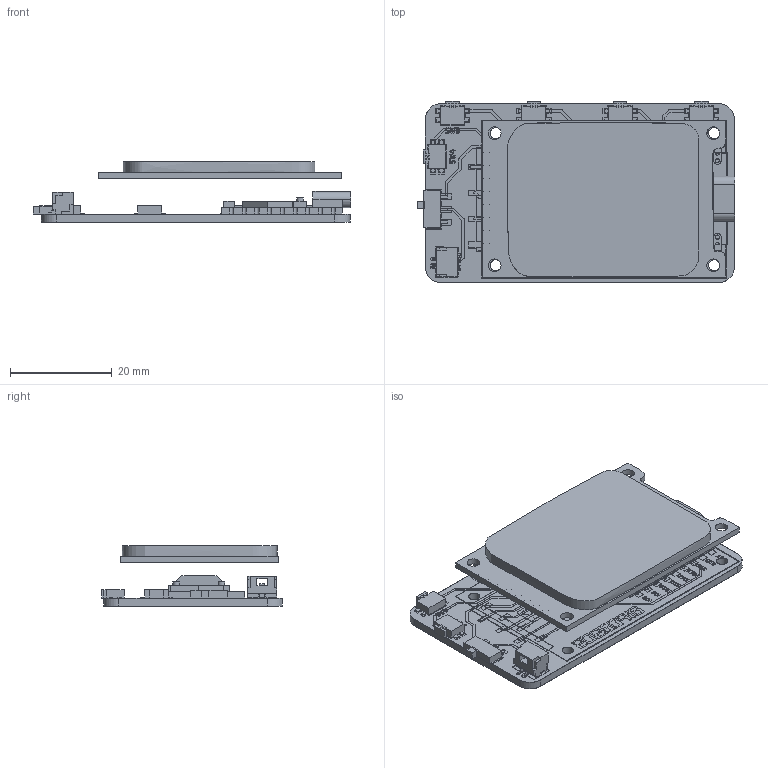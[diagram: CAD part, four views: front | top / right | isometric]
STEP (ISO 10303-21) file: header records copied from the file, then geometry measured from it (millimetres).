
FILE_DESCRIPTION(('KiCad electronic assembly'),'2;1');
FILE_NAME('grippy.step','2025-09-17T18:50:42',('Pcbnew'),('Kicad'), 'Open CASCADE STEP processor 7.8','KiCad to STEP converter','Unknown' );
FILE_SCHEMA(('AUTOMOTIVE_DESIGN { 1 0 10303 214 1 1 1 1 }'));
Length unit declared in the file: millimetre
Products named in the file (14): grippy 1; ESP32S3 Super Mini; JST_GH_SM02B-GHS-TB_1x02-1MP_P1.25mm_Horizontal; evqpul02k; Body; slide-switch-smt-mskt-12c03-Part; tft-1.69-st7789v3-v1.4-tft-1.69-st7789v3; grippy_copper; grippy_pad; grippy_silkscreen; grippy_soldermask; grippy_PCB
Assembly tree (17 placements, depth 3):
  grippy 1
    ESP32S3 Super Mini
    JST_GH_SM02B-GHS-TB_1x02-1MP_P1.25mm_Horizontal
    evqpul02k  x5
      Body
    slide-switch-smt-mskt-12c03-Part
      Body
    tft-1.69-st7789v3-v1.4-tft-1.69-st7789v3
      Body
    grippy_copper
    grippy_pad
    grippy_silkscreen
    grippy_soldermask
    grippy_PCB
Bounding box: 62.49 x 35.62 x 11.97 mm (x, y, z)
Volume: 8301.1 mm3; surface area: 15126.6 mm2
Topology: 80 solids, 210 shells, 1673 faces, 6757 edges, 5389 vertices
Faces by surface type: plane 1384, cylinder 237, bspline 50, extrusion 2
Full cylindrical faces by diameter (mm): 0.813 x18, 0.9 x12, 1.126 x16, 1.27 x2, 2.2 x4, 2.5 x4
Entity records: 70881 total; most frequent: CARTESIAN_POINT 15504, DIRECTION 9948, ORIENTED_EDGE 9561, EDGE_CURVE 6181, VECTOR 5040, LINE 5038, VERTEX_POINT 5037, AXIS2_PLACEMENT_3D 2454
